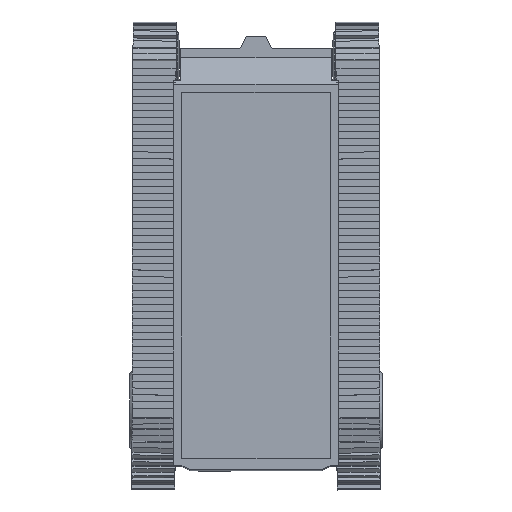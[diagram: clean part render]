
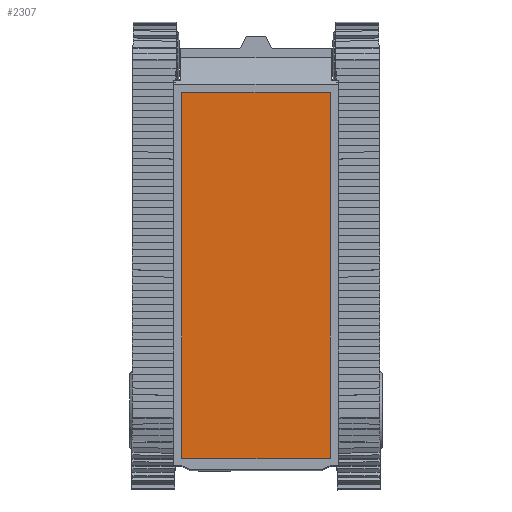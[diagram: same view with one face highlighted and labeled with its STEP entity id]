
A CAD part, top view. The second image highlights one B-rep face of the part: STEP entity #2307.
In plain terms, the highlighted planar face has unit normal (0, 0, 1).
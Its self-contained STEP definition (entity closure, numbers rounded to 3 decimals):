
#55 = EDGE_CURVE('',#56,#58,#60,.T.);
#56 = VERTEX_POINT('',#57);
#57 = CARTESIAN_POINT('',(-202.413,-500.621,
    0.));
#58 = VERTEX_POINT('',#59);
#59 = CARTESIAN_POINT('',(202.413,-500.621,
    0.));
#60 = LINE('',#61,#62);
#61 = CARTESIAN_POINT('',(101.206,-500.621,
    0.));
#62 = VECTOR('',#63,1.);
#63 = DIRECTION('',(1.,0.,0.));
#95 = EDGE_CURVE('',#96,#56,#98,.T.);
#96 = VERTEX_POINT('',#97);
#97 = CARTESIAN_POINT('',(-202.413,-85.765,
    0.));
#98 = LINE('',#99,#100);
#99 = CARTESIAN_POINT('',(-202.413,-250.31,
    0.));
#100 = VECTOR('',#101,1.);
#101 = DIRECTION('',(0.,-1.,0.));
#126 = EDGE_CURVE('',#127,#96,#129,.T.);
#127 = VERTEX_POINT('',#128);
#128 = CARTESIAN_POINT('',(-202.413,89.74,
    0.));
#129 = LINE('',#130,#131);
#130 = CARTESIAN_POINT('',(-202.413,-42.883,
    0.));
#131 = VECTOR('',#132,1.);
#132 = DIRECTION('',(0.,-1.,0.));
#157 = EDGE_CURVE('',#158,#127,#160,.T.);
#158 = VERTEX_POINT('',#159);
#159 = CARTESIAN_POINT('',(-202.413,500.621,
    0.));
#160 = LINE('',#161,#162);
#161 = CARTESIAN_POINT('',(-202.413,44.87,
    0.));
#162 = VECTOR('',#163,1.);
#163 = DIRECTION('',(0.,-1.,0.));
#188 = EDGE_CURVE('',#58,#189,#191,.T.);
#189 = VERTEX_POINT('',#190);
#190 = CARTESIAN_POINT('',(202.413,-85.766,
    0.));
#191 = LINE('',#192,#193);
#192 = CARTESIAN_POINT('',(202.413,-42.883,
    0.));
#193 = VECTOR('',#194,1.);
#194 = DIRECTION('',(0.,1.,0.));
#219 = EDGE_CURVE('',#189,#220,#222,.T.);
#220 = VERTEX_POINT('',#221);
#221 = CARTESIAN_POINT('',(202.413,89.739,
    0.));
#222 = LINE('',#223,#224);
#223 = CARTESIAN_POINT('',(202.413,44.87,
    0.));
#224 = VECTOR('',#225,1.);
#225 = DIRECTION('',(0.,1.,0.));
#250 = EDGE_CURVE('',#220,#251,#253,.T.);
#251 = VERTEX_POINT('',#252);
#252 = CARTESIAN_POINT('',(202.413,500.621,
    0.));
#253 = LINE('',#254,#255);
#254 = CARTESIAN_POINT('',(202.413,250.31,
    0.));
#255 = VECTOR('',#256,1.);
#256 = DIRECTION('',(0.,1.,0.));
#281 = EDGE_CURVE('',#251,#158,#282,.T.);
#282 = LINE('',#283,#284);
#283 = CARTESIAN_POINT('',(-101.206,500.621,
    0.));
#284 = VECTOR('',#285,1.);
#285 = DIRECTION('',(-1.,0.,0.));
#2307 = ADVANCED_FACE('',(#2308),#2318,.T.);
#2308 = FACE_BOUND('',#2309,.T.);
#2309 = EDGE_LOOP('',(#2310,#2311,#2312,#2313,#2314,#2315,#2316,#2317));
#2310 = ORIENTED_EDGE('',*,*,#281,.T.);
#2311 = ORIENTED_EDGE('',*,*,#157,.T.);
#2312 = ORIENTED_EDGE('',*,*,#126,.T.);
#2313 = ORIENTED_EDGE('',*,*,#95,.T.);
#2314 = ORIENTED_EDGE('',*,*,#55,.T.);
#2315 = ORIENTED_EDGE('',*,*,#188,.T.);
#2316 = ORIENTED_EDGE('',*,*,#219,.T.);
#2317 = ORIENTED_EDGE('',*,*,#250,.T.);
#2318 = PLANE('',#2319);
#2319 = AXIS2_PLACEMENT_3D('',#2320,#2321,#2322);
#2320 = CARTESIAN_POINT('',(0.,0.,
    0.));
#2321 = DIRECTION('',(0.,0.,1.));
#2322 = DIRECTION('',(0.,1.,0.));
